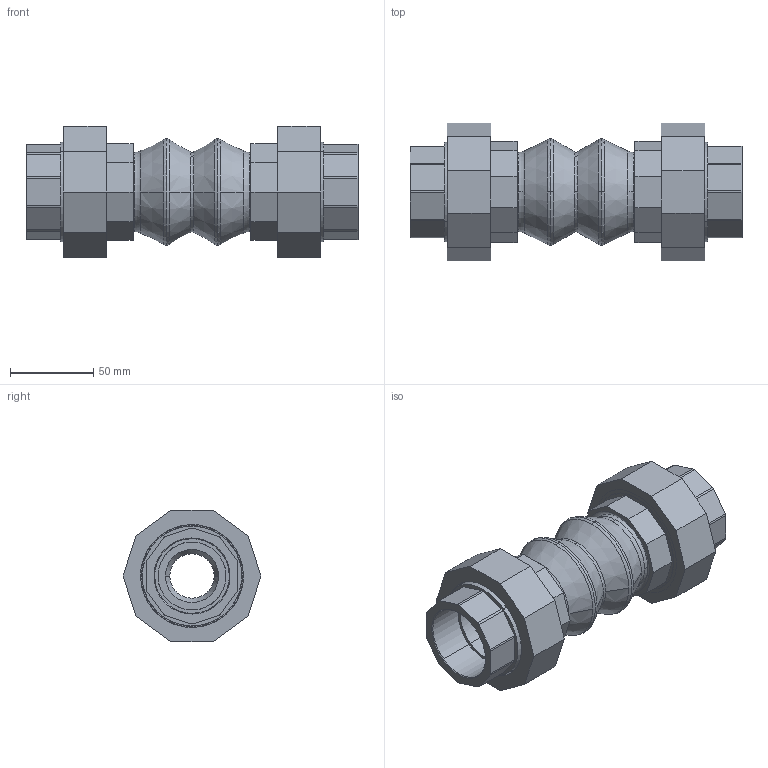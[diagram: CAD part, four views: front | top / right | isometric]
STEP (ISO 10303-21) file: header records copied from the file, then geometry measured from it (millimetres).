
FILE_DESCRIPTION(('HOOPS Exchange Step'),'2;1');
FILE_NAME('KP02_DN40.stp','2025-12-08T10:52:29+01:00',('nieru'),('Unknown organisation'),'HOOPS Exchange 2024.2','HOOPS Exchange','Unknown authorisation');
FILE_SCHEMA( ('AP203_CONFIGURATION_CONTROLLED_3D_DESIGN_OF_MECHANICAL_PARTS_AND_ASSEMBLIES_MIM_LF') );
Length unit declared in the file: millimetre
Products named in the file (2): 0; root
Assembly tree (1 placements, depth 2):
  root
    0
Bounding box: 200 x 83.07 x 79 mm (x, y, z)
Volume: 432980.3 mm3; surface area: 132166.7 mm2
Topology: 7 solids, 7 shells, 204 faces, 520 edges, 342 vertices
Faces by surface type: plane 86, cylinder 64, torus 30, cone 24
Entity records: 19509 total; most frequent: CARTESIAN_POINT 14566, ORIENTED_EDGE 1040, DIRECTION 963, EDGE_CURVE 520, VERTEX_POINT 342, AXIS2_PLACEMENT_3D 341, VECTOR 281, LINE 281
